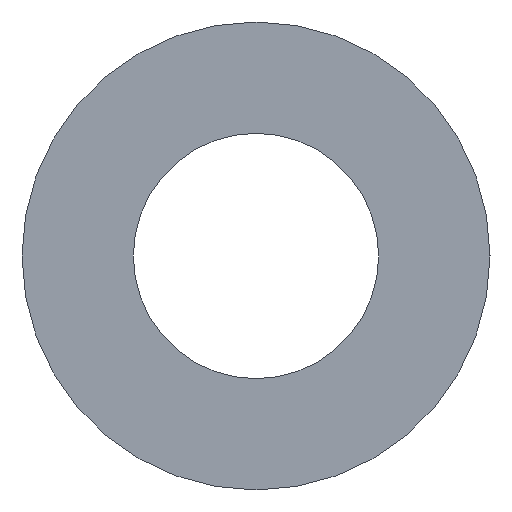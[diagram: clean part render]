
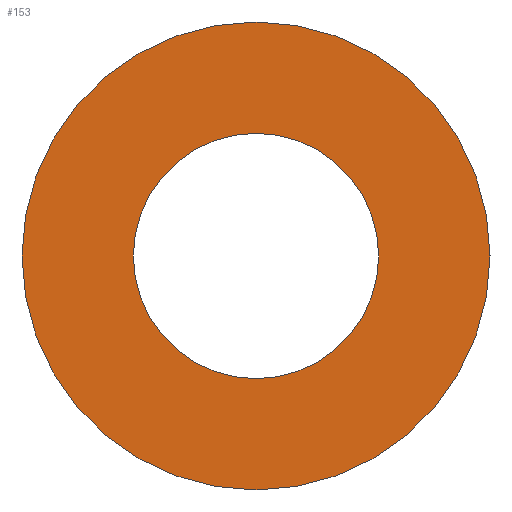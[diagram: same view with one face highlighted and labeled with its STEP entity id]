
A CAD part, left-side view. The second image highlights one B-rep face of the part: STEP entity #153.
In plain terms, the highlighted planar face has unit normal (-1, 0, 0).
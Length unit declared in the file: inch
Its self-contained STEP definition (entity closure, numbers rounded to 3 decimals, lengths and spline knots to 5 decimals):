
#1 = AXIS2_PLACEMENT_3D ( 'NONE', #136, #32, #155 ) ;
#9 = CARTESIAN_POINT ( 'NONE',  ( -0.5625, 0., 0. ) ) ;
#17 = EDGE_CURVE ( 'NONE', #35, #78, #106, .T. ) ;
#24 = EDGE_LOOP ( 'NONE', ( #196, #174 ) ) ;
#32 = DIRECTION ( 'NONE',  ( 1., 0., 0. ) ) ;
#34 = CARTESIAN_POINT ( 'NONE',  ( -0.5625, 0., 0. ) ) ;
#35 = VERTEX_POINT ( 'NONE', #204 ) ;
#36 = EDGE_CURVE ( 'NONE', #78, #35, #163, .T. ) ;
#42 = AXIS2_PLACEMENT_3D ( 'NONE', #34, #158, #222 ) ;
#45 = DIRECTION ( 'NONE',  ( 0., 0., -1. ) ) ;
#57 = EDGE_CURVE ( 'NONE', #101, #205, #58, .T. ) ;
#58 = CIRCLE ( 'NONE', #169, 0.187 ) ;
#62 = DIRECTION ( 'NONE',  ( 1., 0., 0. ) ) ;
#68 = CARTESIAN_POINT ( 'NONE',  ( -0.5625, 0., -0.187 ) ) ;
#75 = FACE_BOUND ( 'NONE', #24, .T. ) ;
#78 = VERTEX_POINT ( 'NONE', #151 ) ;
#85 = ORIENTED_EDGE ( 'NONE', *, *, #150, .F. ) ;
#86 = DIRECTION ( 'NONE',  ( 1., 0., 0. ) ) ;
#87 = CARTESIAN_POINT ( 'NONE',  ( -0.5625, 0., 0. ) ) ;
#90 = CARTESIAN_POINT ( 'NONE',  ( -0.5625, 0., 0.187 ) ) ;
#94 = AXIS2_PLACEMENT_3D ( 'NONE', #87, #201, #45 ) ;
#101 = VERTEX_POINT ( 'NONE', #90 ) ;
#106 = CIRCLE ( 'NONE', #94, 0.098 ) ;
#107 = PLANE ( 'NONE',  #1 ) ;
#113 = CIRCLE ( 'NONE', #42, 0.187 ) ;
#120 = DIRECTION ( 'NONE',  ( 0., 0., -1. ) ) ;
#136 = CARTESIAN_POINT ( 'NONE',  ( -0.5625, 0., 0. ) ) ;
#148 = EDGE_LOOP ( 'NONE', ( #219, #85 ) ) ;
#150 = EDGE_CURVE ( 'NONE', #205, #101, #113, .T. ) ;
#151 = CARTESIAN_POINT ( 'NONE',  ( -0.5625, 0., -0.098 ) ) ;
#153 = ADVANCED_FACE ( 'NONE', ( #199, #75 ), #107, .F. ) ;
#155 = DIRECTION ( 'NONE',  ( 0., 0., -1. ) ) ;
#158 = DIRECTION ( 'NONE',  ( 1., 0., 0. ) ) ;
#163 = CIRCLE ( 'NONE', #212, 0.098 ) ;
#169 = AXIS2_PLACEMENT_3D ( 'NONE', #203, #86, #120 ) ;
#174 = ORIENTED_EDGE ( 'NONE', *, *, #36, .T. ) ;
#182 = DIRECTION ( 'NONE',  ( 0., 0., -1. ) ) ;
#196 = ORIENTED_EDGE ( 'NONE', *, *, #17, .T. ) ;
#199 = FACE_OUTER_BOUND ( 'NONE', #148, .T. ) ;
#201 = DIRECTION ( 'NONE',  ( 1., 0., 0. ) ) ;
#203 = CARTESIAN_POINT ( 'NONE',  ( -0.5625, 0., 0. ) ) ;
#204 = CARTESIAN_POINT ( 'NONE',  ( -0.5625, 0., 0.098 ) ) ;
#205 = VERTEX_POINT ( 'NONE', #68 ) ;
#212 = AXIS2_PLACEMENT_3D ( 'NONE', #9, #62, #182 ) ;
#219 = ORIENTED_EDGE ( 'NONE', *, *, #57, .F. ) ;
#222 = DIRECTION ( 'NONE',  ( 0., 0., -1. ) ) ;
